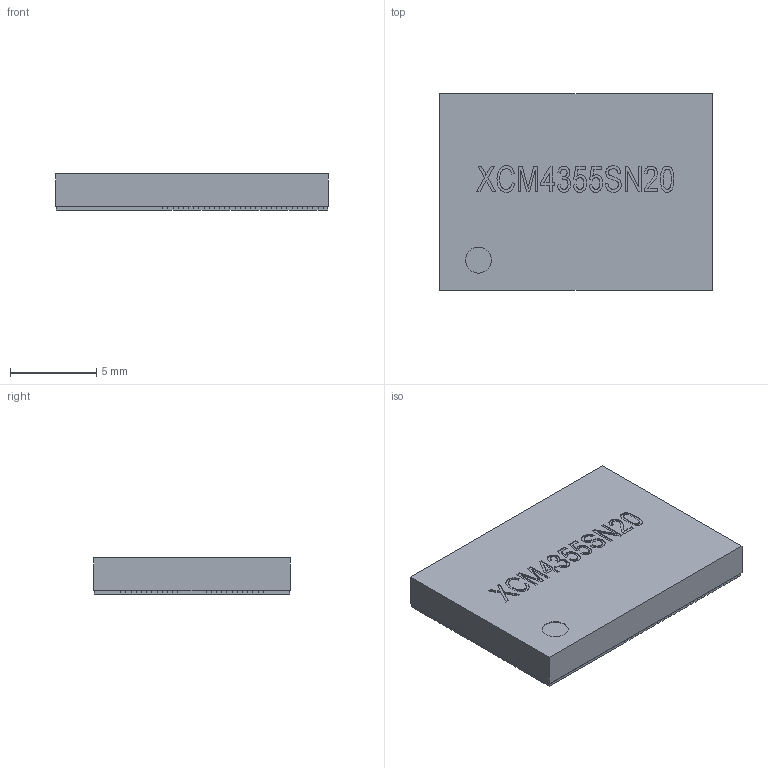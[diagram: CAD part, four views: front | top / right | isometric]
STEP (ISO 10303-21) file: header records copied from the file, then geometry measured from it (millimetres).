
FILE_DESCRIPTION (( 'STEP AP214' ), '1' );
FILE_NAME ('XCM4355SNxxBPC_POD_3D.STEP', '2025-04-21T05:28:58', ( '' ), ( '' ), 'SwSTEP 2.0', 'SolidWorks 2022', '' );
FILE_SCHEMA (( 'AUTOMOTIVE_DESIGN' ));
Length unit declared in the file: millimetre
Products named in the file (1): XCM4355SNxxBPC_POD_3D
Bounding box: 15.8 x 11.4 x 2.1 mm (x, y, z)
Volume: 377.3 mm3; surface area: 796.6 mm2
Topology: 4 solids, 4 shells, 751 faces, 2007 edges, 1338 vertices
Faces by surface type: plane 670, bspline 79, cylinder 2
Entity records: 28971 total; most frequent: CARTESIAN_POINT 8840, ORIENTED_EDGE 4014, DIRECTION 3199, EDGE_CURVE 2007, VECTOR 1845, LINE 1845, VERTEX_POINT 1338, EDGE_LOOP 825
